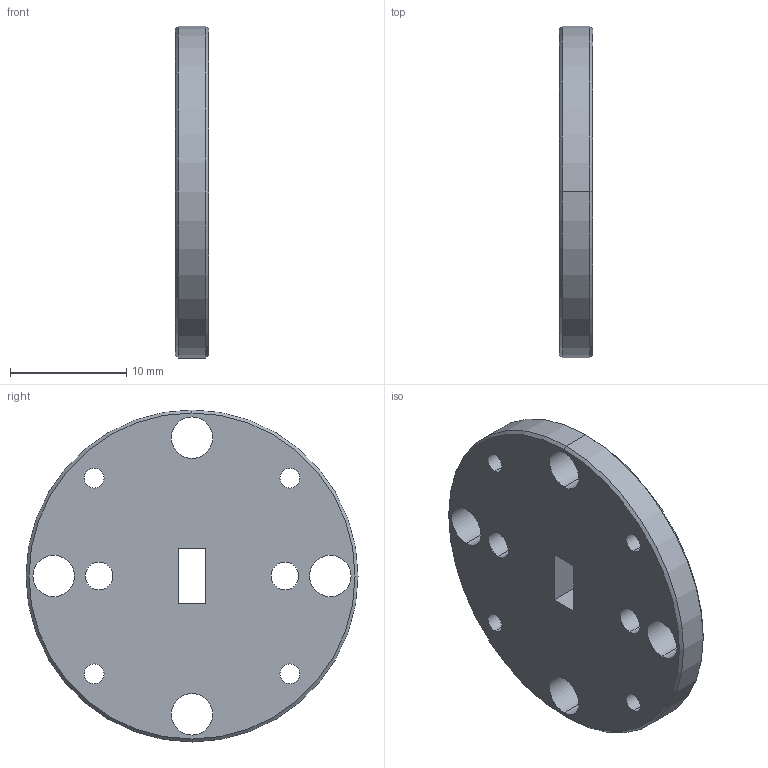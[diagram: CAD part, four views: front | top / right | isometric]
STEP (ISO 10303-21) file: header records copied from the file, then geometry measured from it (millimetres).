
FILE_DESCRIPTION (( 'STEP AP203' ), '1' );
FILE_NAME ('SWI-19114-SB.STEP', '2019-06-06T17:02:40', ( '' ), ( '' ), 'SwSTEP 2.0', 'SolidWorks 2016', '' );
FILE_SCHEMA (( 'CONFIG_CONTROL_DESIGN' ));
Length unit declared in the file: inch
Products named in the file (1): SWI-19114-SB
Bounding box: 2.9 x 28.57 x 28.57 mm (x, y, z)
Volume: 1649.8 mm3; surface area: 1653.4 mm2
Topology: 1 solids, 1 shells, 32 faces, 86 edges, 56 vertices
Faces by surface type: cylinder 22, plane 6, cone 4
Entity records: 1149 total; most frequent: DIRECTION 200, CARTESIAN_POINT 175, ORIENTED_EDGE 172, EDGE_CURVE 86, AXIS2_PLACEMENT_3D 81, VERTEX_POINT 56, EDGE_LOOP 54, CIRCLE 48
